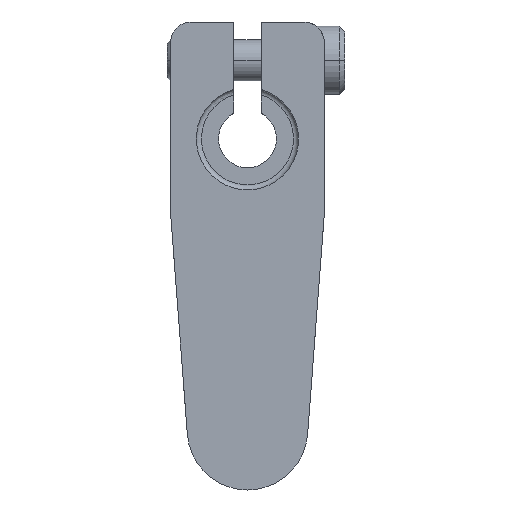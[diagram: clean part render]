
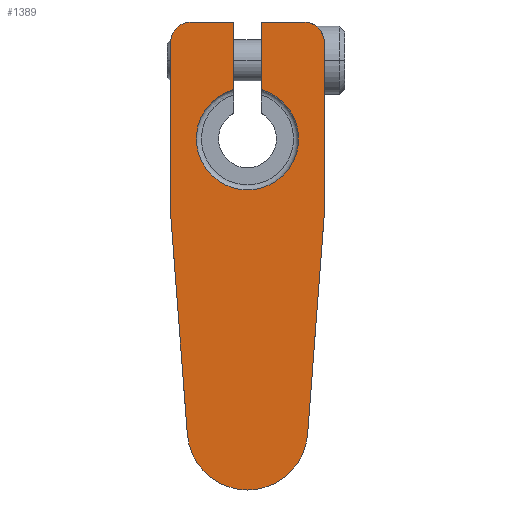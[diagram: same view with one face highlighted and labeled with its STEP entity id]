
A CAD part, front view. The second image highlights one B-rep face of the part: STEP entity #1389.
In plain terms, the highlighted planar face has unit normal (0, -1, 0).
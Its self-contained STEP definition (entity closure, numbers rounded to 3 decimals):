
#114=DIRECTION('',(0.,0.,-1.));
#115=VECTOR('',#114,9.897);
#116=CARTESIAN_POINT('',(2.,0.,17.125));
#117=LINE('',#116,#115);
#122=DIRECTION('',(1.,0.,0.));
#123=VECTOR('',#122,6.25);
#124=CARTESIAN_POINT('',(2.,0.,17.125));
#125=LINE('',#124,#123);
#129=CARTESIAN_POINT('',(8.25,0.,14.125));
#130=DIRECTION('',(0.,-1.,0.));
#131=DIRECTION('',(1.,0.,0.));
#132=AXIS2_PLACEMENT_3D('',#129,#130,#131);
#137=DIRECTION('',(0.,0.,-1.));
#138=VECTOR('',#137,25.375);
#139=CARTESIAN_POINT('',(11.25,0.,14.125));
#140=LINE('',#139,#138);
#144=DIRECTION('',(-0.076,0.,-0.997));
#145=VECTOR('',#144,32.153);
#146=CARTESIAN_POINT('',(11.25,0.,-11.25));
#147=LINE('',#146,#145);
#151=CARTESIAN_POINT('',(0.,0.,-42.64));
#152=DIRECTION('',(0.,1.,0.));
#153=DIRECTION('',(0.997,0.,-0.076));
#154=AXIS2_PLACEMENT_3D('',#151,#152,#153);
#159=DIRECTION('',(-0.076,0.,0.997));
#160=VECTOR('',#159,32.153);
#161=CARTESIAN_POINT('',(-8.81,0.,-43.31));
#162=LINE('',#161,#160);
#166=DIRECTION('',(0.,0.,1.));
#167=VECTOR('',#166,25.375);
#168=CARTESIAN_POINT('',(-11.25,0.,-11.25));
#169=LINE('',#168,#167);
#173=CARTESIAN_POINT('',(-8.25,0.,14.125));
#174=DIRECTION('',(0.,-1.,0.));
#175=DIRECTION('',(0.,0.,1.));
#176=AXIS2_PLACEMENT_3D('',#173,#174,#175);
#181=DIRECTION('',(1.,0.,0.));
#182=VECTOR('',#181,6.25);
#183=CARTESIAN_POINT('',(-8.25,0.,17.125));
#184=LINE('',#183,#182);
#188=DIRECTION('',(0.,0.,-1.));
#189=VECTOR('',#188,9.897);
#190=CARTESIAN_POINT('',(-2.,0.,17.125));
#191=LINE('',#190,#189);
#895=CARTESIAN_POINT('',(0.,0.,0.));
#896=DIRECTION('',(0.,1.,0.));
#897=DIRECTION('',(0.267,0.,0.964));
#898=AXIS2_PLACEMENT_3D('',#895,#896,#897);
#1188=CARTESIAN_POINT('',(11.25,0.,14.125));
#1189=CARTESIAN_POINT('',(8.25,0.,17.125));
#1190=VERTEX_POINT('',#1188);
#1191=VERTEX_POINT('',#1189);
#1192=CARTESIAN_POINT('',(-8.25,0.,17.125));
#1193=CARTESIAN_POINT('',(-11.25,0.,14.125));
#1194=VERTEX_POINT('',#1192);
#1195=VERTEX_POINT('',#1193);
#1196=CARTESIAN_POINT('',(11.25,0.,-11.25));
#1197=VERTEX_POINT('',#1196);
#1198=CARTESIAN_POINT('',(-11.25,0.,-11.25));
#1199=VERTEX_POINT('',#1198);
#1246=CARTESIAN_POINT('',(8.81,0.,-43.31));
#1247=VERTEX_POINT('',#1246);
#1248=CARTESIAN_POINT('',(-8.81,0.,-43.31));
#1249=VERTEX_POINT('',#1248);
#1250=CARTESIAN_POINT('',(2.,0.,17.125));
#1251=CARTESIAN_POINT('',(2.,0.,7.228));
#1252=VERTEX_POINT('',#1250);
#1253=VERTEX_POINT('',#1251);
#1254=CARTESIAN_POINT('',(-2.,0.,17.125));
#1255=CARTESIAN_POINT('',(-2.,0.,7.228));
#1256=VERTEX_POINT('',#1254);
#1257=VERTEX_POINT('',#1255);
#1358=CARTESIAN_POINT('',(0.,0.,0.));
#1359=DIRECTION('',(0.,1.,0.));
#1360=DIRECTION('',(0.,0.,-1.));
#1361=AXIS2_PLACEMENT_3D('',#1358,#1359,#1360);
#1362=PLANE('',#1361);
#1364=ORIENTED_EDGE('',*,*,#1363,.F.);
#1366=ORIENTED_EDGE('',*,*,#1365,.T.);
#1368=ORIENTED_EDGE('',*,*,#1367,.F.);
#1370=ORIENTED_EDGE('',*,*,#1369,.T.);
#1372=ORIENTED_EDGE('',*,*,#1371,.T.);
#1374=ORIENTED_EDGE('',*,*,#1373,.T.);
#1376=ORIENTED_EDGE('',*,*,#1375,.T.);
#1378=ORIENTED_EDGE('',*,*,#1377,.T.);
#1380=ORIENTED_EDGE('',*,*,#1379,.F.);
#1382=ORIENTED_EDGE('',*,*,#1381,.T.);
#1384=ORIENTED_EDGE('',*,*,#1383,.T.);
#1386=ORIENTED_EDGE('',*,*,#1385,.F.);
#1387=EDGE_LOOP('',(#1364,#1366,#1368,#1370,#1372,#1374,#1376,#1378,#1380,#1382,
#1384,#1386));
#1388=FACE_OUTER_BOUND('',#1387,.F.);
#1389=ADVANCED_FACE('',(#1388),#1362,.F.);
#133=CIRCLE('',#132,3.);
#155=CIRCLE('',#154,8.835);
#177=CIRCLE('',#176,3.);
#899=CIRCLE('',#898,7.5);
#1363=EDGE_CURVE('',#1252,#1253,#117,.T.);
#1365=EDGE_CURVE('',#1252,#1191,#125,.T.);
#1367=EDGE_CURVE('',#1190,#1191,#133,.T.);
#1369=EDGE_CURVE('',#1190,#1197,#140,.T.);
#1371=EDGE_CURVE('',#1197,#1247,#147,.T.);
#1373=EDGE_CURVE('',#1247,#1249,#155,.T.);
#1375=EDGE_CURVE('',#1249,#1199,#162,.T.);
#1377=EDGE_CURVE('',#1199,#1195,#169,.T.);
#1379=EDGE_CURVE('',#1194,#1195,#177,.T.);
#1381=EDGE_CURVE('',#1194,#1256,#184,.T.);
#1383=EDGE_CURVE('',#1256,#1257,#191,.T.);
#1385=EDGE_CURVE('',#1253,#1257,#899,.T.);
